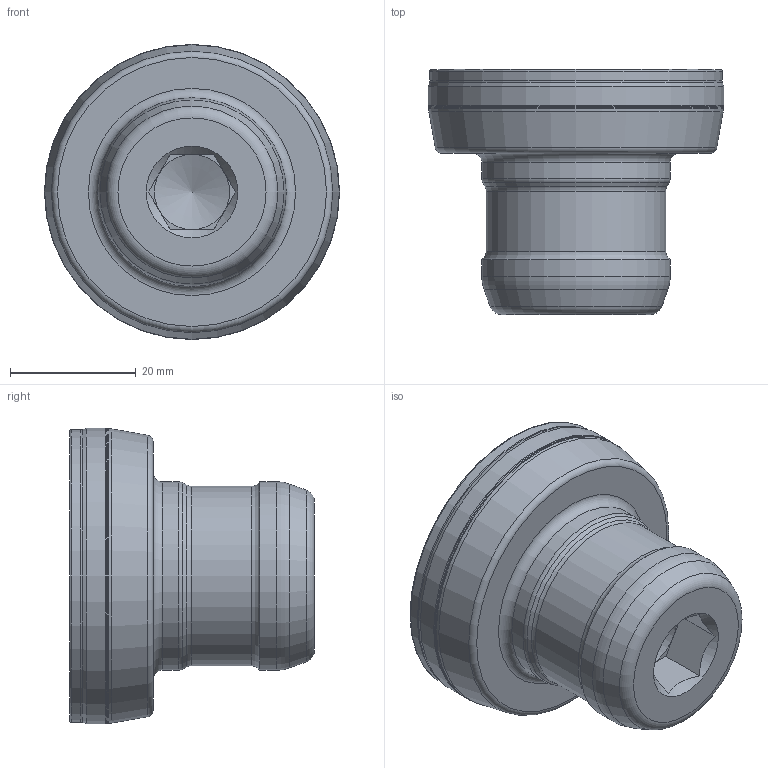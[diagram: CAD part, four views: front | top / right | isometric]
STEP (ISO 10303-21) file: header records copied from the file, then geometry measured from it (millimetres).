
FILE_DESCRIPTION (( 'STEP AP214' ), '1' );
FILE_NAME ('STARK_801 221_A.STEP', '2019-03-19T08:34:39', ( '' ), ( '' ), 'SwSTEP 2.0', 'SolidWorks 2017', '' );
FILE_SCHEMA (( 'AUTOMOTIVE_DESIGN' ));
Length unit declared in the file: millimetre
Products named in the file (1): STARK_801 221_A
Bounding box: 47 x 39 x 47 mm (x, y, z)
Volume: 36642.6 mm3; surface area: 8291.7 mm2
Topology: 1 solids, 1 shells, 47 faces, 97 edges, 54 vertices
Faces by surface type: plane 16, torus 12, cone 10, cylinder 9
Full cylindrical faces by diameter (mm): 8.5 x1, 10.5 x1, 12 x1, 28.585 x1, 30 x2, 46.6 x1, 46.9 x1, 47 x1
Entity records: 1124 total; most frequent: CARTESIAN_POINT 232, DIRECTION 192, ORIENTED_EDGE 126, AXIS2_PLACEMENT_3D 87, EDGE_LOOP 80, FACE_OUTER_BOUND 68, EDGE_CURVE 63, VERTEX_POINT 51
